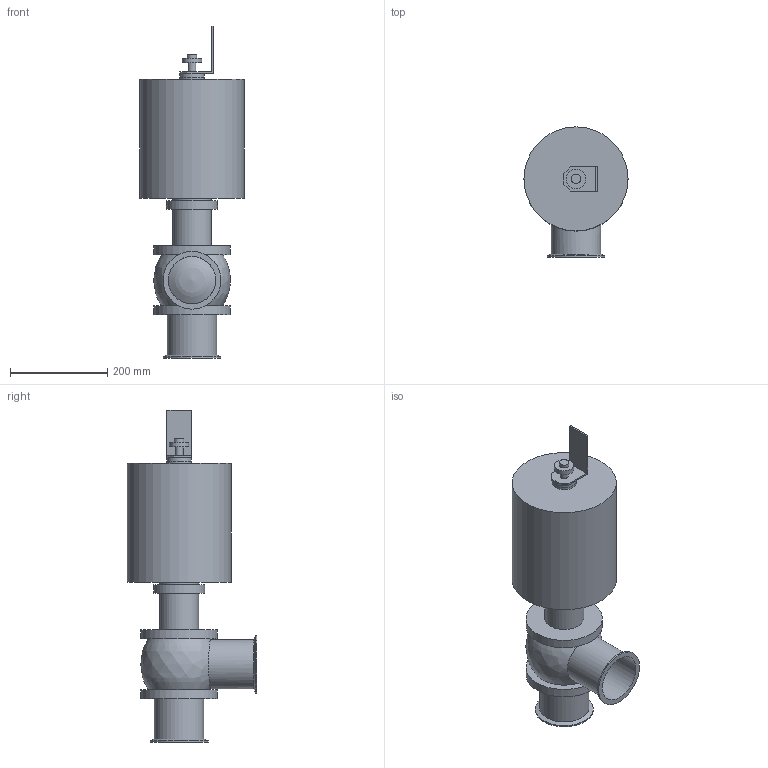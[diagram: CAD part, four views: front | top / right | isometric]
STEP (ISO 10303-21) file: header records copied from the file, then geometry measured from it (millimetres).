
FILE_DESCRIPTION(/* description */ (''),/* implementation_level */ '2;1');
FILE_NAME(/* name */ 'SHC2L_40.stp',/* time_stamp */ '2021-08-23T11:31:33+09:00',/* author */ ('m'),/* organization */ (''),/* preprocessor_version */ 'ST-DEVELOPER v18.1',/* originating_system */ 'Autodesk Inventor 2021',/* authorisation */ '');
FILE_SCHEMA (('AUTOMOTIVE_DESIGN { 1 0 10303 214 3 1 1 }'));
Length unit declared in the file: millimetre
Products named in the file (3): SHC2L_40; SHC2T20MJ000-1P-CXC-C--304-40; SQLS [SW=0]
Assembly tree (2 placements, depth 2):
  SHC2L_40
    SHC2T20MJ000-1P-CXC-C--304-40
    SQLS [SW=0]
Bounding box: 214 x 267 x 682.8 mm (x, y, z)
Volume: 12089558.4 mm3; surface area: 533306.8 mm2
Topology: 2 solids, 2 shells, 48 faces, 87 edges, 56 vertices
Faces by surface type: plane 27, cylinder 17, cone 2, bspline 2
Full cylindrical faces by diameter (mm): 16 x1, 19.5 x1, 40 x1, 50 x2, 80 x2, 97.6 x2, 101.6 x2, 105 x1, 119 x2, 157.5 x2, 214 x1
Entity records: 1421 total; most frequent: CARTESIAN_POINT 338, DIRECTION 222, ORIENTED_EDGE 174, AXIS2_PLACEMENT_3D 88, EDGE_CURVE 87, EDGE_LOOP 61, VERTEX_POINT 56, FACE_OUTER_BOUND 48
